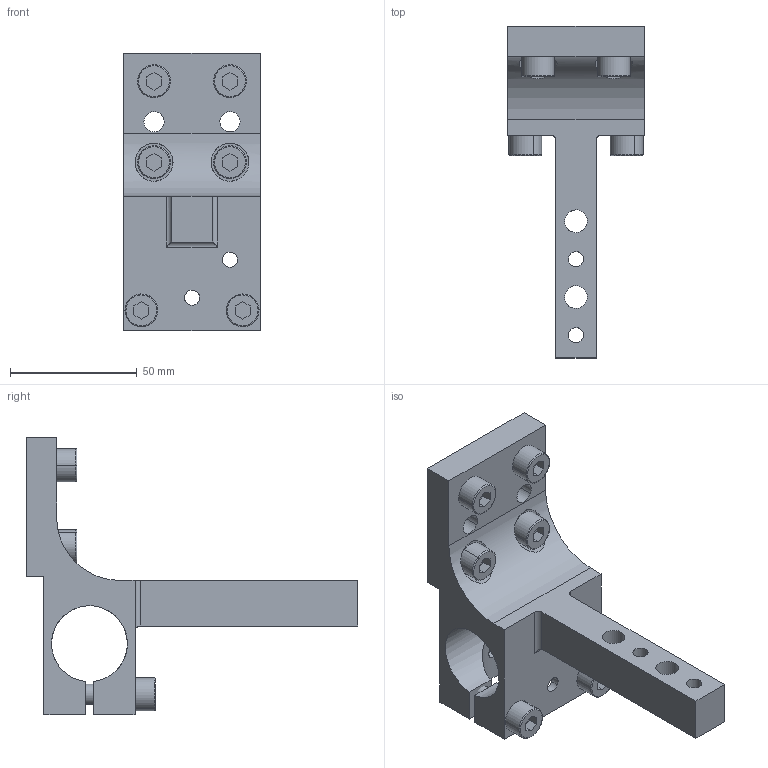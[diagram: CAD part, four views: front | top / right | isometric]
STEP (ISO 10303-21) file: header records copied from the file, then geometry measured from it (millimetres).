
FILE_DESCRIPTION(('CATIA V5 STEP Exchange'),'2;1');
FILE_NAME('AEGT183.stp','2018-12-19T02:01:44+00:00',('none'),('none'),'CATIA Version 5 Release 21 GA (IN-10)','CATIA V5 STEP AP203','none');
FILE_SCHEMA(('CONFIG_CONTROL_DESIGN'));
Length unit declared in the file: millimetre
Products named in the file (1): AEGT183
Bounding box: 54 x 131 x 109.5 mm (x, y, z)
Volume: 112025.5 mm3; surface area: 42222.3 mm2
Topology: 7 solids, 7 shells, 174 faces, 422 edges, 272 vertices
Faces by surface type: plane 78, cylinder 74, torus 16, cone 6
Entity records: 5740 total; most frequent: CARTESIAN_POINT 1761, ORIENTED_EDGE 844, DIRECTION 672, EDGE_CURVE 422, AXIS2_PLACEMENT_3D 280, VERTEX_POINT 272, VECTOR 238, LINE 238
